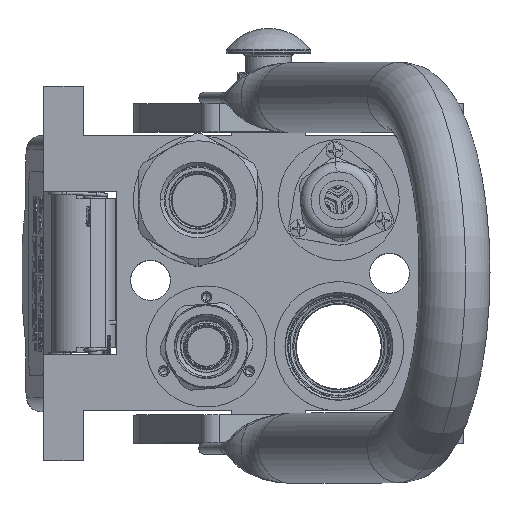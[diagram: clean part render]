
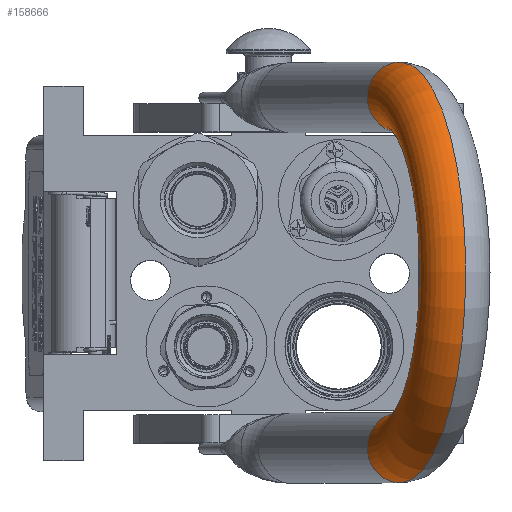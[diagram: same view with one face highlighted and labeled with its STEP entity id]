
A CAD part, top view. The second image highlights one B-rep face of the part: STEP entity #158666.
In plain terms, the highlighted toroidal (fillet/blend) face has major radius 62.25 mm and minor radius 12.5 mm.
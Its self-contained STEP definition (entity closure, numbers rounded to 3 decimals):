
#11761 = CIRCLE ( 'NONE', #135540, 12.5 ) ;
#14717 = CARTESIAN_POINT ( 'NONE',  ( 0., 0., 125.25 ) ) ;
#16246 = EDGE_CURVE ( 'NONE', #63044, #56638, #51787, .T. ) ;
#16916 = CARTESIAN_POINT ( 'NONE',  ( 49.75, 0., 125.25 ) ) ;
#21103 = EDGE_CURVE ( 'NONE', #63044, #131130, #40232, .T. ) ;
#26602 = AXIS2_PLACEMENT_3D ( 'NONE', #85537, #149397, #32712 ) ;
#32712 = DIRECTION ( 'NONE',  ( -1., 0., 0. ) ) ;
#37575 = EDGE_CURVE ( 'NONE', #56638, #57934, #160658, .T. ) ;
#38247 = CARTESIAN_POINT ( 'NONE',  ( 0., 0., 125.25 ) ) ;
#40073 = EDGE_CURVE ( 'NONE', #131130, #57934, #11761, .T. ) ;
#40232 = CIRCLE ( 'NONE', #117442, 74.75 ) ;
#47997 = FACE_OUTER_BOUND ( 'NONE', #57639, .T. ) ;
#51787 = CIRCLE ( 'NONE', #26602, 12.5 ) ;
#53214 = DIRECTION ( 'NONE',  ( 1., 0., 0. ) ) ;
#56638 = VERTEX_POINT ( 'NONE', #58601 ) ;
#57639 = EDGE_LOOP ( 'NONE', ( #157869, #59008, #69105, #76638 ) ) ;
#57934 = VERTEX_POINT ( 'NONE', #16916 ) ;
#58601 = CARTESIAN_POINT ( 'NONE',  ( -49.75, 0., 125.25 ) ) ;
#59008 = ORIENTED_EDGE ( 'NONE', *, *, #40073, .F. ) ;
#63044 = VERTEX_POINT ( 'NONE', #169584 ) ;
#65665 = CARTESIAN_POINT ( 'NONE',  ( 62.25, 0., 125.25 ) ) ;
#65863 = DIRECTION ( 'NONE',  ( 0., 1., 0. ) ) ;
#69105 = ORIENTED_EDGE ( 'NONE', *, *, #21103, .F. ) ;
#76638 = ORIENTED_EDGE ( 'NONE', *, *, #16246, .T. ) ;
#78360 = DIRECTION ( 'NONE',  ( 1., 0., 0. ) ) ;
#80352 = CARTESIAN_POINT ( 'NONE',  ( 74.75, 0., 125.25 ) ) ;
#82940 = AXIS2_PLACEMENT_3D ( 'NONE', #14717, #65863, #53214 ) ;
#85537 = CARTESIAN_POINT ( 'NONE',  ( -62.25, 0., 125.25 ) ) ;
#86130 = CARTESIAN_POINT ( 'NONE',  ( 0., 0., 125.25 ) ) ;
#97699 = AXIS2_PLACEMENT_3D ( 'NONE', #38247, #129142, #154410 ) ;
#99324 = DIRECTION ( 'NONE',  ( -1., 0., 0. ) ) ;
#112514 = DIRECTION ( 'NONE',  ( 0., 1., 0. ) ) ;
#117442 = AXIS2_PLACEMENT_3D ( 'NONE', #86130, #112514, #99324 ) ;
#118580 = DIRECTION ( 'NONE',  ( 0., 0., -1. ) ) ;
#129142 = DIRECTION ( 'NONE',  ( 0., 1., 0. ) ) ;
#131130 = VERTEX_POINT ( 'NONE', #80352 ) ;
#135540 = AXIS2_PLACEMENT_3D ( 'NONE', #65665, #118580, #78360 ) ;
#149397 = DIRECTION ( 'NONE',  ( 0., 0., 1. ) ) ;
#154410 = DIRECTION ( 'NONE',  ( -1., 0., 0. ) ) ;
#157869 = ORIENTED_EDGE ( 'NONE', *, *, #37575, .T. ) ;
#158666 = ADVANCED_FACE ( 'NONE', ( #47997 ), #165301, .T. ) ;
#160658 = CIRCLE ( 'NONE', #97699, 49.75 ) ;
#165301 = TOROIDAL_SURFACE ( 'NONE', #82940, 62.25, 12.5 ) ;
#169584 = CARTESIAN_POINT ( 'NONE',  ( -74.75, 0., 125.25 ) ) ;
